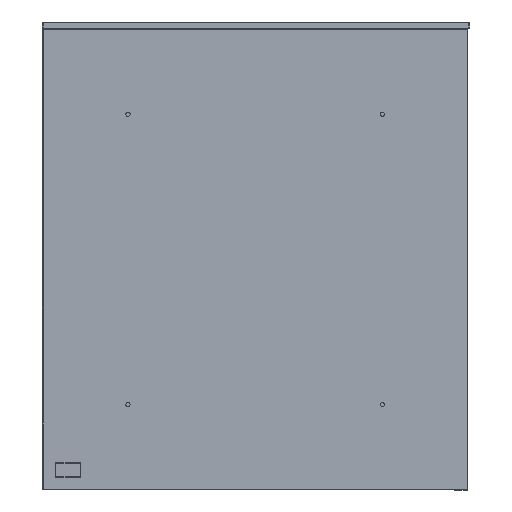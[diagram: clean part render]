
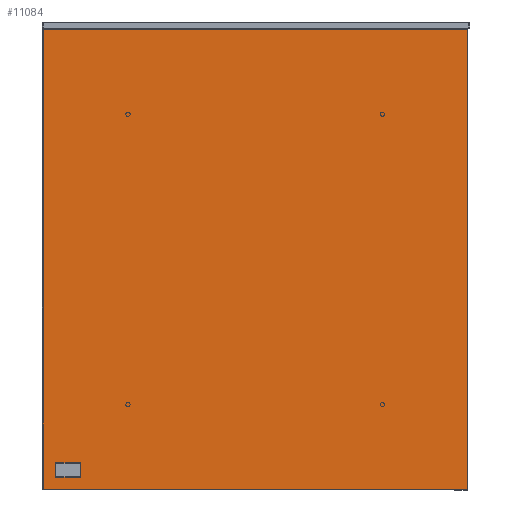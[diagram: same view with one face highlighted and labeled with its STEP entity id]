
A CAD part, left-side view. The second image highlights one B-rep face of the part: STEP entity #11084.
In plain terms, the highlighted planar face has unit normal (-1, 0, 0).
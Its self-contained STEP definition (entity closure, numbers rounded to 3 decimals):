
#10723=CARTESIAN_POINT('',(-3823.565,5493.44,-59.131));
#10724=VERTEX_POINT('',#10723);
#10725=CARTESIAN_POINT('',(-3823.565,5493.44,-596.869));
#10726=VERTEX_POINT('',#10725);
#10727=CARTESIAN_POINT('',(-3823.565,5493.44,-59.131));
#10728=DIRECTION('',(0.0,0.0,-1.0));
#10729=VECTOR('',#10728,537.737);
#10730=LINE('',#10727,#10729);
#10731=EDGE_CURVE('',#10724,#10726,#10730,.T.);
#10763=CARTESIAN_POINT('',(-3823.565,5493.771,-597.2));
#10764=VERTEX_POINT('',#10763);
#10765=CARTESIAN_POINT('',(-3823.565,5493.44,-596.869));
#10766=DIRECTION('',(0.0,0.707,-0.707));
#10767=VECTOR('',#10766,0.469);
#10768=LINE('',#10765,#10767);
#10769=EDGE_CURVE('',#10726,#10764,#10768,.T.);
#10794=CARTESIAN_POINT('',(-3823.565,5989.508,-597.2));
#10795=VERTEX_POINT('',#10794);
#10796=CARTESIAN_POINT('',(-3823.565,5493.771,-597.2));
#10797=DIRECTION('',(0.0,1.0,0.0));
#10798=VECTOR('',#10797,495.737);
#10799=LINE('',#10796,#10798);
#10800=EDGE_CURVE('',#10764,#10795,#10799,.T.);
#10834=CARTESIAN_POINT('',(-3823.565,5989.84,-596.869));
#10835=VERTEX_POINT('',#10834);
#10836=CARTESIAN_POINT('',(-3823.565,5989.508,-597.2));
#10837=DIRECTION('',(0.0,0.707,0.707));
#10838=VECTOR('',#10837,0.469);
#10839=LINE('',#10836,#10838);
#10840=EDGE_CURVE('',#10795,#10835,#10839,.T.);
#10865=CARTESIAN_POINT('',(-3823.565,5989.84,-59.131));
#10866=VERTEX_POINT('',#10865);
#10867=CARTESIAN_POINT('',(-3823.565,5989.84,-596.869));
#10868=DIRECTION('',(0.0,0.0,1.0));
#10869=VECTOR('',#10868,537.737);
#10870=LINE('',#10867,#10869);
#10871=EDGE_CURVE('',#10835,#10866,#10870,.T.);
#10896=CARTESIAN_POINT('',(-3823.565,5989.508,-58.8));
#10897=VERTEX_POINT('',#10896);
#10898=CARTESIAN_POINT('',(-3823.565,5989.84,-59.131));
#10899=DIRECTION('',(0.0,-0.707,0.707));
#10900=VECTOR('',#10899,0.469);
#10901=LINE('',#10898,#10900);
#10902=EDGE_CURVE('',#10866,#10897,#10901,.T.);
#10927=CARTESIAN_POINT('',(-3823.565,5493.771,-58.8));
#10928=VERTEX_POINT('',#10927);
#10929=CARTESIAN_POINT('',(-3823.565,5989.508,-58.8));
#10930=DIRECTION('',(0.0,-1.0,0.0));
#10931=VECTOR('',#10930,495.737);
#10932=LINE('',#10929,#10931);
#10933=EDGE_CURVE('',#10897,#10928,#10932,.T.);
#10956=CARTESIAN_POINT('',(-3823.565,5493.771,-58.8));
#10957=DIRECTION('',(0.0,-0.707,-0.707));
#10958=VECTOR('',#10957,0.469);
#10959=LINE('',#10956,#10958);
#10960=EDGE_CURVE('',#10928,#10724,#10959,.T.);
#11069=CARTESIAN_POINT('',(-3823.565,5741.64,-597.201));
#11070=DIRECTION('',(-1.0,0.0,0.0));
#11071=DIRECTION('',(0.0,0.0,1.0));
#11072=AXIS2_PLACEMENT_3D('',#11069,#11070,#11071);
#11073=PLANE('',#11072);
#11074=ORIENTED_EDGE('',*,*,#10731,.F.);
#11075=ORIENTED_EDGE('',*,*,#10960,.F.);
#11076=ORIENTED_EDGE('',*,*,#10933,.F.);
#11077=ORIENTED_EDGE('',*,*,#10902,.F.);
#11078=ORIENTED_EDGE('',*,*,#10871,.F.);
#11079=ORIENTED_EDGE('',*,*,#10840,.F.);
#11080=ORIENTED_EDGE('',*,*,#10800,.F.);
#11081=ORIENTED_EDGE('',*,*,#10769,.F.);
#11082=EDGE_LOOP('',(#11074,#11075,#11076,#11077,#11078,#11079,#11080,#11081));
#11083=FACE_OUTER_BOUND('',#11082,.T.);
#11084=ADVANCED_FACE('',(#11083),#11073,.T.);
